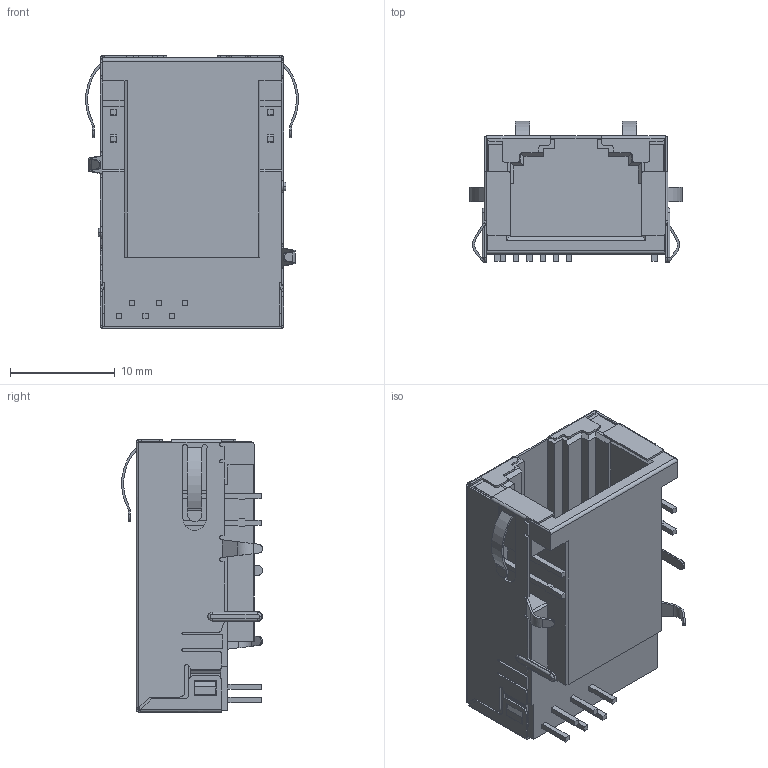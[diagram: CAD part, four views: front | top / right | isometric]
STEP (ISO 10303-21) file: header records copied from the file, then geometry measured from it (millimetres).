
FILE_DESCRIPTION (( 'STEP AP214' ), '1' );
FILE_NAME ('L8BE-1G1T-91A.STEP', '2019-02-18T17:45:16', ( '' ), ( '' ), 'SwSTEP 2.0', 'SolidWorks 2017', '' );
FILE_SCHEMA (( 'AUTOMOTIVE_DESIGN' ));
Length unit declared in the file: millimetre
Products named in the file (1): L8BE-1G1T-91A
Bounding box: 20.38 x 13.49 x 26.06 mm (x, y, z)
Volume: 3484.9 mm3; surface area: 4509.2 mm2
Topology: 18 solids, 18 shells, 573 faces, 1433 edges, 894 vertices
Faces by surface type: plane 399, cylinder 154, bspline 12, torus 6, sphere 2
Entity records: 17096 total; most frequent: CARTESIAN_POINT 3237, ORIENTED_EDGE 2862, DIRECTION 2767, EDGE_CURVE 1431, LINE 1083, VECTOR 1083, VERTEX_POINT 894, AXIS2_PLACEMENT_3D 842
